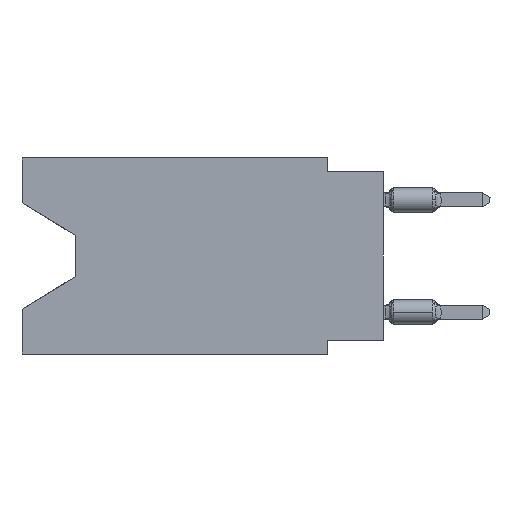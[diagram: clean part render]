
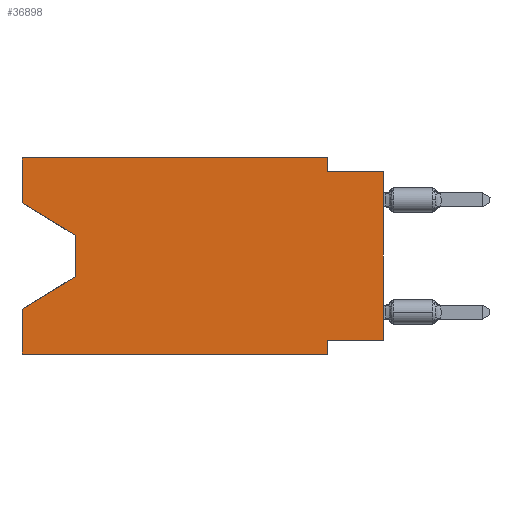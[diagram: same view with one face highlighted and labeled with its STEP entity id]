
A CAD part, left-side view. The second image highlights one B-rep face of the part: STEP entity #36898.
In plain terms, the highlighted planar face has unit normal (-1, 0, 0).
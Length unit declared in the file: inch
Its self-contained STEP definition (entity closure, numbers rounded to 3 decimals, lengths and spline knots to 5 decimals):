
#24 = VECTOR ( 'NONE', #43065, 39.37008 ) ;
#103 = ORIENTED_EDGE ( 'NONE', *, *, #13273, .F. ) ;
#321 = EDGE_CURVE ( 'NONE', #13318, #13340, #17943, .T. ) ;
#844 = DIRECTION ( 'NONE',  ( 0., 0., -1. ) ) ;
#873 = CARTESIAN_POINT ( 'NONE',  ( 0., 0.1, -0.025 ) ) ;
#909 = ORIENTED_EDGE ( 'NONE', *, *, #2850, .F. ) ;
#2006 = ORIENTED_EDGE ( 'NONE', *, *, #15424, .F. ) ;
#2453 = VECTOR ( 'NONE', #3505, 39.37008 ) ;
#2850 = EDGE_CURVE ( 'NONE', #9222, #19168, #24694, .T. ) ;
#3505 = DIRECTION ( 'NONE',  ( 0., -1., 0. ) ) ;
#4128 = CARTESIAN_POINT ( 'NONE',  ( 0., 0.1, 0. ) ) ;
#4270 = ORIENTED_EDGE ( 'NONE', *, *, #36603, .T. ) ;
#4753 = VECTOR ( 'NONE', #18574, 39.37008 ) ;
#5824 = CARTESIAN_POINT ( 'NONE',  ( 0., 0.645, 0. ) ) ;
#6319 = CARTESIAN_POINT ( 'NONE',  ( 0., 0.55, -0.212 ) ) ;
#6632 = LINE ( 'NONE', #21991, #23106 ) ;
#6808 = CARTESIAN_POINT ( 'NONE',  ( 0., 0.645, 0. ) ) ;
#6947 = CARTESIAN_POINT ( 'NONE',  ( 0., 0., -0.025 ) ) ;
#7282 = VERTEX_POINT ( 'NONE', #21617 ) ;
#7425 = EDGE_CURVE ( 'NONE', #14319, #13318, #28106, .T. ) ;
#7790 = AXIS2_PLACEMENT_3D ( 'NONE', #5824, #31138, #34462 ) ;
#8641 = CARTESIAN_POINT ( 'NONE',  ( 0., 0.645, 0. ) ) ;
#8881 = CARTESIAN_POINT ( 'NONE',  ( 0., 0.1, 0. ) ) ;
#9044 = CARTESIAN_POINT ( 'NONE',  ( 0., 0.55, -0.212 ) ) ;
#9222 = VERTEX_POINT ( 'NONE', #873 ) ;
#10261 = CARTESIAN_POINT ( 'NONE',  ( 0., 0.645, -0.08025 ) ) ;
#10591 = LINE ( 'NONE', #6319, #16033 ) ;
#11289 = CARTESIAN_POINT ( 'NONE',  ( 0., 0.1, -0.35 ) ) ;
#12077 = VECTOR ( 'NONE', #40608, 39.37008 ) ;
#12803 = VECTOR ( 'NONE', #24436, 39.37008 ) ;
#13273 = EDGE_CURVE ( 'NONE', #7282, #28732, #41071, .T. ) ;
#13318 = VERTEX_POINT ( 'NONE', #22828 ) ;
#13340 = VERTEX_POINT ( 'NONE', #8881 ) ;
#14319 = VERTEX_POINT ( 'NONE', #37869 ) ;
#14328 = EDGE_CURVE ( 'NONE', #33146, #30048, #46389, .T. ) ;
#15424 = EDGE_CURVE ( 'NONE', #13340, #9222, #36810, .T. ) ;
#16033 = VECTOR ( 'NONE', #24542, 39.37008 ) ;
#17589 = VERTEX_POINT ( 'NONE', #38783 ) ;
#17943 = LINE ( 'NONE', #46840, #27482 ) ;
#18436 = CARTESIAN_POINT ( 'NONE',  ( 0., 0.55, -0.138 ) ) ;
#18574 = DIRECTION ( 'NONE',  ( 0., 0., -1. ) ) ;
#18908 = LINE ( 'NONE', #18436, #45055 ) ;
#19168 = VERTEX_POINT ( 'NONE', #33538 ) ;
#20041 = PLANE ( 'NONE',  #7790 ) ;
#20164 = EDGE_CURVE ( 'NONE', #33146, #19168, #6632, .T. ) ;
#21268 = VECTOR ( 'NONE', #31636, 39.37008 ) ;
#21617 = CARTESIAN_POINT ( 'NONE',  ( 0., 0.645, -0.35 ) ) ;
#21991 = CARTESIAN_POINT ( 'NONE',  ( 0., 0., 0. ) ) ;
#22411 = CARTESIAN_POINT ( 'NONE',  ( 0., 0.55, -0.138 ) ) ;
#22675 = CARTESIAN_POINT ( 'NONE',  ( 0., 0.1, -0.325 ) ) ;
#22828 = CARTESIAN_POINT ( 'NONE',  ( 0., 0.645, 0. ) ) ;
#23106 = VECTOR ( 'NONE', #39538, 39.37008 ) ;
#23173 = ORIENTED_EDGE ( 'NONE', *, *, #7425, .F. ) ;
#23253 = EDGE_CURVE ( 'NONE', #29006, #28732, #10591, .T. ) ;
#23795 = ORIENTED_EDGE ( 'NONE', *, *, #43615, .T. ) ;
#23799 = FACE_OUTER_BOUND ( 'NONE', #27609, .T. ) ;
#24436 = DIRECTION ( 'NONE',  ( 0., -0.855, -0.519 ) ) ;
#24542 = DIRECTION ( 'NONE',  ( 0., 0.855, -0.519 ) ) ;
#24694 = LINE ( 'NONE', #6947, #42567 ) ;
#26490 = ORIENTED_EDGE ( 'NONE', *, *, #45519, .F. ) ;
#26837 = EDGE_CURVE ( 'NONE', #40192, #29006, #18908, .T. ) ;
#27482 = VECTOR ( 'NONE', #39963, 39.37008 ) ;
#27609 = EDGE_LOOP ( 'NONE', ( #23795, #30278, #37896, #103, #4270, #26490, #43000, #45491, #909, #2006, #40711, #23173 ) ) ;
#28106 = LINE ( 'NONE', #6808, #21268 ) ;
#28483 = DIRECTION ( 'NONE',  ( 0., -1., 0. ) ) ;
#28732 = VERTEX_POINT ( 'NONE', #31361 ) ;
#29006 = VERTEX_POINT ( 'NONE', #9044 ) ;
#30048 = VERTEX_POINT ( 'NONE', #22675 ) ;
#30278 = ORIENTED_EDGE ( 'NONE', *, *, #26837, .T. ) ;
#31138 = DIRECTION ( 'NONE',  ( 1., 0., 0. ) ) ;
#31361 = CARTESIAN_POINT ( 'NONE',  ( 0., 0.645, -0.26975 ) ) ;
#31636 = DIRECTION ( 'NONE',  ( 0., 0., 1. ) ) ;
#32858 = DIRECTION ( 'NONE',  ( 0., 0., -1. ) ) ;
#33146 = VERTEX_POINT ( 'NONE', #40568 ) ;
#33538 = CARTESIAN_POINT ( 'NONE',  ( 0., 0., -0.025 ) ) ;
#34462 = DIRECTION ( 'NONE',  ( 0., 0., -1. ) ) ;
#36171 = CARTESIAN_POINT ( 'NONE',  ( 0., 0.645, -0.35 ) ) ;
#36415 = LINE ( 'NONE', #36171, #2453 ) ;
#36603 = EDGE_CURVE ( 'NONE', #7282, #17589, #36415, .T. ) ;
#36810 = LINE ( 'NONE', #4128, #4753 ) ;
#36898 = ADVANCED_FACE ( 'NONE', ( #23799 ), #20041, .F. ) ;
#37869 = CARTESIAN_POINT ( 'NONE',  ( 0., 0.645, -0.08025 ) ) ;
#37896 = ORIENTED_EDGE ( 'NONE', *, *, #23253, .T. ) ;
#38783 = CARTESIAN_POINT ( 'NONE',  ( 0., 0.1, -0.35 ) ) ;
#39538 = DIRECTION ( 'NONE',  ( 0., 0., 1. ) ) ;
#39738 = CARTESIAN_POINT ( 'NONE',  ( 0., 0., -0.325 ) ) ;
#39963 = DIRECTION ( 'NONE',  ( 0., -1., 0. ) ) ;
#40192 = VERTEX_POINT ( 'NONE', #22411 ) ;
#40459 = VECTOR ( 'NONE', #844, 39.37008 ) ;
#40568 = CARTESIAN_POINT ( 'NONE',  ( 0., 0., -0.325 ) ) ;
#40608 = DIRECTION ( 'NONE',  ( 0., 0., 1. ) ) ;
#40711 = ORIENTED_EDGE ( 'NONE', *, *, #321, .F. ) ;
#41071 = LINE ( 'NONE', #8641, #12077 ) ;
#42567 = VECTOR ( 'NONE', #28483, 39.37008 ) ;
#42684 = LINE ( 'NONE', #10261, #12803 ) ;
#43000 = ORIENTED_EDGE ( 'NONE', *, *, #14328, .F. ) ;
#43065 = DIRECTION ( 'NONE',  ( 0., 1., 0. ) ) ;
#43615 = EDGE_CURVE ( 'NONE', #14319, #40192, #42684, .T. ) ;
#43718 = LINE ( 'NONE', #11289, #40459 ) ;
#45055 = VECTOR ( 'NONE', #32858, 39.37008 ) ;
#45491 = ORIENTED_EDGE ( 'NONE', *, *, #20164, .T. ) ;
#45519 = EDGE_CURVE ( 'NONE', #30048, #17589, #43718, .T. ) ;
#46389 = LINE ( 'NONE', #39738, #24 ) ;
#46840 = CARTESIAN_POINT ( 'NONE',  ( 0., 0.645, 0. ) ) ;
